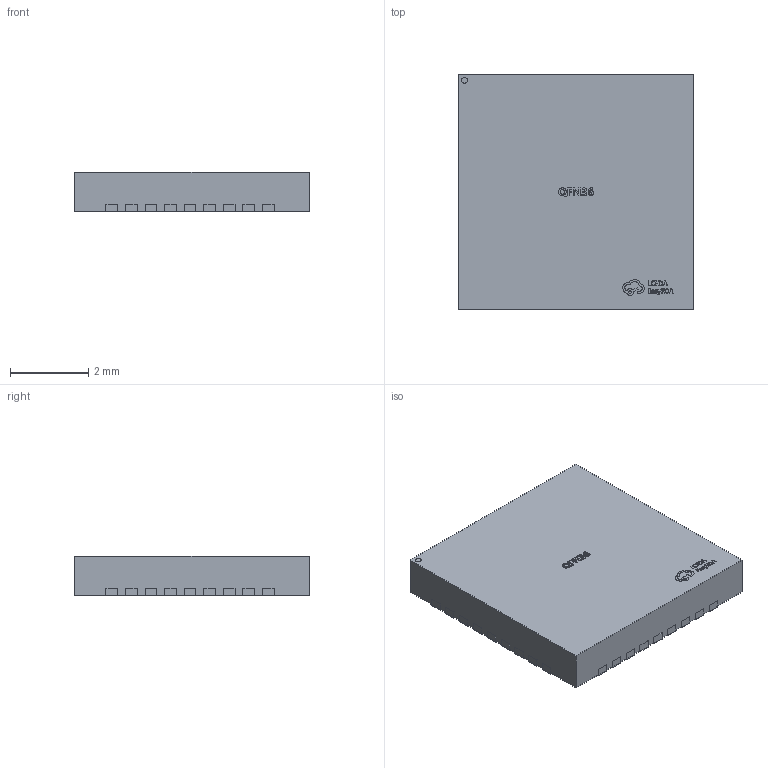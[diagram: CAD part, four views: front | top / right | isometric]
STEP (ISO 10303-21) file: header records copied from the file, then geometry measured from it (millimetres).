
FILE_DESCRIPTION (( 'STEP AP214' ), '1' );
FILE_NAME ('QFN-36_L6.0-W6.0-H1.0-P0.50.step', '2022-07-15T03:20:08', ( '' ), ( '' ), 'SwSTEP 2.0', 'SolidWorks 2020', '' );
FILE_SCHEMA (( 'AUTOMOTIVE_DESIGN' ));
Length unit declared in the file: millimetre
Products named in the file (1): QFN-36_L6.0-W6.0-H1.0-P0.50
Bounding box: 6.02 x 6.02 x 1.02 mm (x, y, z)
Volume: 37.1 mm3; surface area: 118.8 mm2
Topology: 50 solids, 50 shells, 593 faces, 1434 edges, 956 vertices
Faces by surface type: plane 405, bspline 150, cylinder 38
Entity records: 27374 total; most frequent: CARTESIAN_POINT 7390, ORIENTED_EDGE 2868, DIRECTION 2094, EDGE_CURVE 1434, LINE 1054, VECTOR 1054, VERTEX_POINT 956, UNCERTAINTY_MEASURE_WITH_UNIT 645
